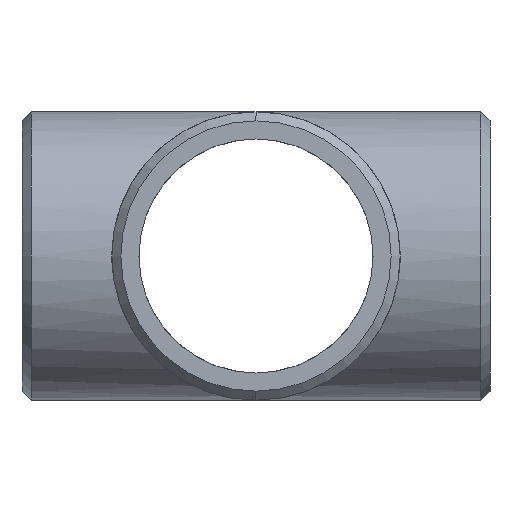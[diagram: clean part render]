
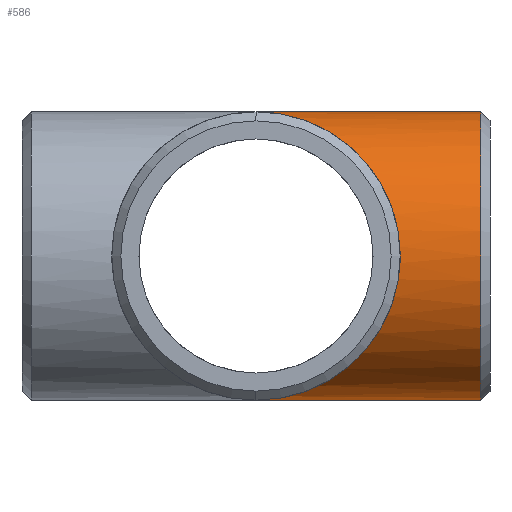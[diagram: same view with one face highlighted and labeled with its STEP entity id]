
A CAD part, left-side view. The second image highlights one B-rep face of the part: STEP entity #586.
In plain terms, the highlighted cylindrical face has radius 109.537 mm (diameter 219.075 mm), a partial arc.
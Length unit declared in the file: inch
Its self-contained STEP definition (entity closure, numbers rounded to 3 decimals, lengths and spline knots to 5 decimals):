
#1 = ORIENTED_EDGE ( 'NONE', *, *, #200, .F. ) ;
#19 = CARTESIAN_POINT ( 'NONE',  ( 0., -7., 4.3125 ) ) ;
#44 = CARTESIAN_POINT ( 'NONE',  ( 0., 0., -4.3125 ) ) ;
#47 = CYLINDRICAL_SURFACE ( 'NONE', #535, 4.3125 ) ;
#68 = ORIENTED_EDGE ( 'NONE', *, *, #359, .F. ) ;
#76 = CARTESIAN_POINT ( 'NONE',  ( 0., -6.72933, 0. ) ) ;
#94 = VERTEX_POINT ( 'NONE', #44 ) ;
#109 = DIRECTION ( 'NONE',  ( 0., 1., 0. ) ) ;
#117 = DIRECTION ( 'NONE',  ( 0., 0., -1. ) ) ;
#121 = DIRECTION ( 'NONE',  ( 0., 1., 0. ) ) ;
#125 =( BOUNDED_CURVE ( )  B_SPLINE_CURVE ( 3, ( #336, #765, #332, #390 ),
 .UNSPECIFIED., .F., .T. ) 
 B_SPLINE_CURVE_WITH_KNOTS ( ( 4, 4 ),
 ( 4.71239, 7.85398 ),
 .UNSPECIFIED. ) 
 CURVE ( )  GEOMETRIC_REPRESENTATION_ITEM ( )  RATIONAL_B_SPLINE_CURVE ( ( 1., 0.333, 0.333, 1. ) ) 
 REPRESENTATION_ITEM ( '' )  );
#200 = EDGE_CURVE ( 'NONE', #511, #94, #450, .T. ) ;
#208 = EDGE_CURVE ( 'NONE', #612, #703, #616, .T. ) ;
#218 = CIRCLE ( 'NONE', #674, 4.3125 ) ;
#222 = CARTESIAN_POINT ( 'NONE',  ( 0., -7., 0. ) ) ;
#225 = DIRECTION ( 'NONE',  ( 0., 0., -1. ) ) ;
#237 = ORIENTED_EDGE ( 'NONE', *, *, #208, .T. ) ;
#257 = EDGE_LOOP ( 'NONE', ( #602, #237, #68, #1 ) ) ;
#323 = CARTESIAN_POINT ( 'NONE',  ( 0., 0., 4.3125 ) ) ;
#332 = CARTESIAN_POINT ( 'NONE',  ( -8.625, -8.625, 4.3125 ) ) ;
#336 = CARTESIAN_POINT ( 'NONE',  ( 0., 0., -4.3125 ) ) ;
#359 = EDGE_CURVE ( 'NONE', #94, #703, #125, .T. ) ;
#364 = CARTESIAN_POINT ( 'NONE',  ( 0., -6.72933, -4.3125 ) ) ;
#374 = DIRECTION ( 'NONE',  ( 0., 1., 0. ) ) ;
#390 = CARTESIAN_POINT ( 'NONE',  ( 0., 0., 4.3125 ) ) ;
#422 = VECTOR ( 'NONE', #374, 39.37008 ) ;
#450 = LINE ( 'NONE', #630, #422 ) ;
#511 = VERTEX_POINT ( 'NONE', #364 ) ;
#535 = AXIS2_PLACEMENT_3D ( 'NONE', #222, #109, #225 ) ;
#536 = FACE_OUTER_BOUND ( 'NONE', #257, .T. ) ;
#556 = DIRECTION ( 'NONE',  ( 0., 1., 0. ) ) ;
#586 = ADVANCED_FACE ( 'NONE', ( #536 ), #47, .T. ) ;
#602 = ORIENTED_EDGE ( 'NONE', *, *, #644, .T. ) ;
#612 = VERTEX_POINT ( 'NONE', #792 ) ;
#616 = LINE ( 'NONE', #19, #729 ) ;
#630 = CARTESIAN_POINT ( 'NONE',  ( 0., -7., -4.3125 ) ) ;
#644 = EDGE_CURVE ( 'NONE', #511, #612, #218, .T. ) ;
#674 = AXIS2_PLACEMENT_3D ( 'NONE', #76, #121, #117 ) ;
#703 = VERTEX_POINT ( 'NONE', #323 ) ;
#729 = VECTOR ( 'NONE', #556, 39.37008 ) ;
#765 = CARTESIAN_POINT ( 'NONE',  ( -8.625, -8.625, -4.3125 ) ) ;
#792 = CARTESIAN_POINT ( 'NONE',  ( 0., -6.72933, 4.3125 ) ) ;
